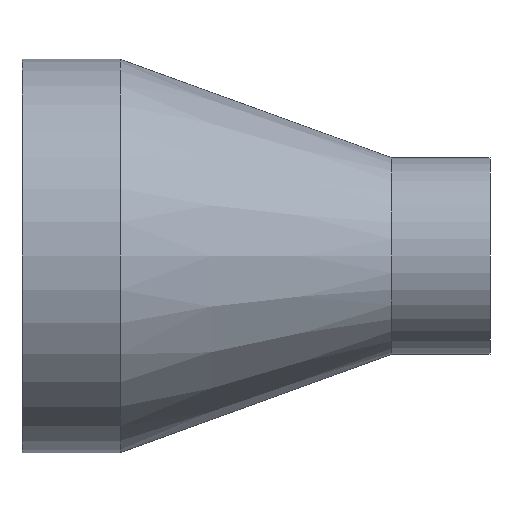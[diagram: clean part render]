
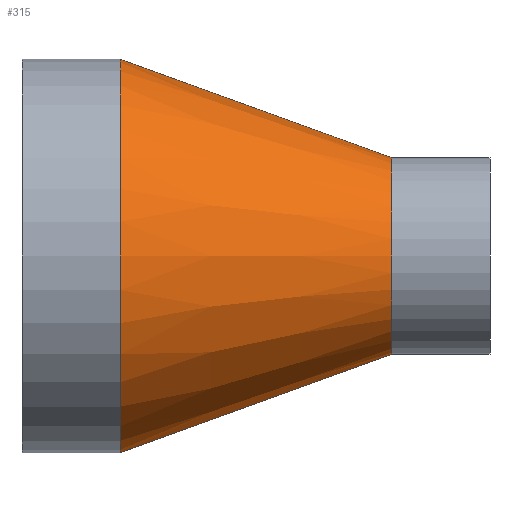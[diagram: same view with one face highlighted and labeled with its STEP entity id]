
A CAD part, front view. The second image highlights one B-rep face of the part: STEP entity #315.
In plain terms, the highlighted conical face has half-angle 19.916 degrees and reference radius 12.7 mm.
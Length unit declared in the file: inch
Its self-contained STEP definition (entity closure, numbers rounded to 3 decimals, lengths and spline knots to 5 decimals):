
#1 = DIRECTION ( 'NONE',  ( -1., 0., 0. ) ) ;
#9 = VERTEX_POINT ( 'NONE', #223 ) ;
#31 = EDGE_CURVE ( 'NONE', #9, #272, #423, .T. ) ;
#36 = DIRECTION ( 'NONE',  ( 0., 0., 1. ) ) ;
#58 = DIRECTION ( 'NONE',  ( -1., 0., 0. ) ) ;
#94 = CARTESIAN_POINT ( 'NONE',  ( 1.88, 0., 0. ) ) ;
#98 = VERTEX_POINT ( 'NONE', #225 ) ;
#101 = ORIENTED_EDGE ( 'NONE', *, *, #121, .T. ) ;
#102 = LINE ( 'NONE', #325, #349 ) ;
#112 = AXIS2_PLACEMENT_3D ( 'NONE', #328, #1, #390 ) ;
#121 = EDGE_CURVE ( 'NONE', #272, #98, #102, .T. ) ;
#138 = VECTOR ( 'NONE', #231, 39.37008 ) ;
#140 = DIRECTION ( 'NONE',  ( -0.94, 0., 0.341 ) ) ;
#144 = EDGE_CURVE ( 'NONE', #371, #98, #251, .T. ) ;
#161 = DIRECTION ( 'NONE',  ( -1., 0., 0. ) ) ;
#201 = ORIENTED_EDGE ( 'NONE', *, *, #204, .F. ) ;
#204 = EDGE_CURVE ( 'NONE', #9, #371, #229, .T. ) ;
#215 = FACE_OUTER_BOUND ( 'NONE', #401, .T. ) ;
#223 = CARTESIAN_POINT ( 'NONE',  ( 1.88, 0., -0.5 ) ) ;
#225 = CARTESIAN_POINT ( 'NONE',  ( 0.5, 0., 1. ) ) ;
#229 = LINE ( 'NONE', #403, #138 ) ;
#231 = DIRECTION ( 'NONE',  ( -0.94, 0., -0.341 ) ) ;
#239 = ORIENTED_EDGE ( 'NONE', *, *, #144, .F. ) ;
#242 = DIRECTION ( 'NONE',  ( 0., 0., 1. ) ) ;
#251 = CIRCLE ( 'NONE', #304, 1. ) ;
#262 = CARTESIAN_POINT ( 'NONE',  ( 0.5, 0., 0. ) ) ;
#272 = VERTEX_POINT ( 'NONE', #364 ) ;
#304 = AXIS2_PLACEMENT_3D ( 'NONE', #262, #161, #36 ) ;
#315 = ADVANCED_FACE ( 'NONE', ( #215 ), #320, .T. ) ;
#320 = CONICAL_SURFACE ( 'NONE', #380, 0.5, 0.348 ) ;
#325 = CARTESIAN_POINT ( 'NONE',  ( 1.88, 0., 0.5 ) ) ;
#328 = CARTESIAN_POINT ( 'NONE',  ( 1.88, 0., 0. ) ) ;
#349 = VECTOR ( 'NONE', #140, 39.37008 ) ;
#364 = CARTESIAN_POINT ( 'NONE',  ( 1.88, 0., 0.5 ) ) ;
#371 = VERTEX_POINT ( 'NONE', #378 ) ;
#378 = CARTESIAN_POINT ( 'NONE',  ( 0.5, 0., -1. ) ) ;
#380 = AXIS2_PLACEMENT_3D ( 'NONE', #94, #58, #242 ) ;
#390 = DIRECTION ( 'NONE',  ( 0., 0., 1. ) ) ;
#401 = EDGE_LOOP ( 'NONE', ( #201, #417, #101, #239 ) ) ;
#403 = CARTESIAN_POINT ( 'NONE',  ( 1.88, 0., -0.5 ) ) ;
#417 = ORIENTED_EDGE ( 'NONE', *, *, #31, .T. ) ;
#423 = CIRCLE ( 'NONE', #112, 0.5 ) ;
